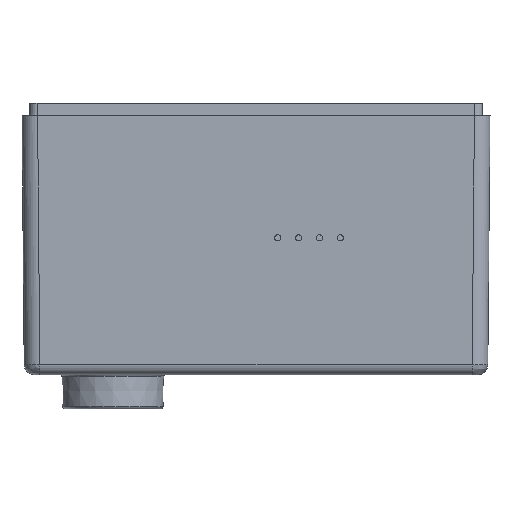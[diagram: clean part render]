
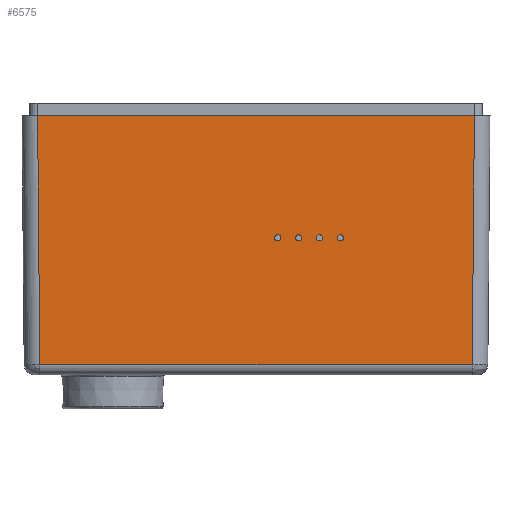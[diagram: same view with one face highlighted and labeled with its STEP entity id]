
A CAD part, left-side view. The second image highlights one B-rep face of the part: STEP entity #6575.
In plain terms, the highlighted planar face has unit normal (-1, 0, -0.009).
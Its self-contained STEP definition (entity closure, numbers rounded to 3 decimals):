
#353=ELLIPSE('',#7001,0.6,0.6);
#354=ELLIPSE('',#7003,0.6,0.6);
#355=ELLIPSE('',#7005,0.6,0.6);
#356=ELLIPSE('',#7007,0.6,0.6);
#572=FACE_BOUND('',#1388,.T.);
#573=FACE_BOUND('',#1389,.T.);
#574=FACE_BOUND('',#1390,.T.);
#575=FACE_BOUND('',#1391,.T.);
#662=PLANE('',#7178);
#973=FACE_OUTER_BOUND('',#1387,.T.);
#1387=EDGE_LOOP('',(#5558,#5559,#5560,#5561));
#1388=EDGE_LOOP('',(#5562));
#1389=EDGE_LOOP('',(#5563));
#1390=EDGE_LOOP('',(#5564));
#1391=EDGE_LOOP('',(#5565));
#1828=LINE('',#10919,#2290);
#1932=LINE('',#13222,#2394);
#1934=LINE('',#13283,#2396);
#1935=LINE('',#13285,#2397);
#2290=VECTOR('',#8161,10.);
#2394=VECTOR('',#8645,10.);
#2396=VECTOR('',#8663,10.);
#2397=VECTOR('',#8666,10.);
#3019=VERTEX_POINT('',#10916);
#3020=VERTEX_POINT('',#10918);
#3046=VERTEX_POINT('',#11089);
#3047=VERTEX_POINT('',#11093);
#3048=VERTEX_POINT('',#11097);
#3049=VERTEX_POINT('',#11101);
#3176=VERTEX_POINT('',#13217);
#3177=VERTEX_POINT('',#13278);
#3755=EDGE_CURVE('',#3020,#3019,#1828,.T.);
#3794=EDGE_CURVE('',#3046,#3046,#353,.T.);
#3796=EDGE_CURVE('',#3047,#3047,#354,.T.);
#3798=EDGE_CURVE('',#3048,#3048,#355,.T.);
#3800=EDGE_CURVE('',#3049,#3049,#356,.T.);
#4043=EDGE_CURVE('',#3176,#3019,#1932,.T.);
#4049=EDGE_CURVE('',#3020,#3177,#1934,.T.);
#4050=EDGE_CURVE('',#3177,#3176,#1935,.T.);
#5558=ORIENTED_EDGE('',*,*,#3755,.T.);
#5559=ORIENTED_EDGE('',*,*,#4043,.F.);
#5560=ORIENTED_EDGE('',*,*,#4050,.F.);
#5561=ORIENTED_EDGE('',*,*,#4049,.F.);
#5562=ORIENTED_EDGE('',*,*,#3796,.F.);
#5563=ORIENTED_EDGE('',*,*,#3798,.F.);
#5564=ORIENTED_EDGE('',*,*,#3794,.F.);
#5565=ORIENTED_EDGE('',*,*,#3800,.F.);
#6575=ADVANCED_FACE('',(#973,#572,#573,#574,#575),#662,.T.);
#7001=AXIS2_PLACEMENT_3D('',#11091,#8225,#8226);
#7003=AXIS2_PLACEMENT_3D('',#11095,#8230,#8231);
#7005=AXIS2_PLACEMENT_3D('',#11099,#8235,#8236);
#7007=AXIS2_PLACEMENT_3D('',#11103,#8240,#8241);
#7178=AXIS2_PLACEMENT_3D('',#13286,#8667,#8668);
#8161=DIRECTION('',(0.,1.,0.));
#8225=DIRECTION('center_axis',(-1.,0.,
-0.009));
#8226=DIRECTION('ref_axis',(0.009,0.,-1.));
#8230=DIRECTION('center_axis',(-1.,0.,
-0.009));
#8231=DIRECTION('ref_axis',(0.009,0.,-1.));
#8235=DIRECTION('center_axis',(-1.,0.,
-0.009));
#8236=DIRECTION('ref_axis',(-0.009,0.,1.));
#8240=DIRECTION('center_axis',(-1.,0.,
-0.009));
#8241=DIRECTION('ref_axis',(0.009,0.,-1.));
#8645=DIRECTION('',(-0.009,0.009,1.));
#8663=DIRECTION('',(0.009,0.009,-1.));
#8666=DIRECTION('',(0.,1.,0.));
#8667=DIRECTION('center_axis',(-1.,0.,
-0.009));
#8668=DIRECTION('ref_axis',(-0.009,0.,
1.));
#10916=CARTESIAN_POINT('',(-33.675,37.82,31.036));
#10918=CARTESIAN_POINT('',(-33.675,-46.049,31.036));
#10919=CARTESIAN_POINT('',(-33.675,3.136,31.036));
#11089=CARTESIAN_POINT('',(-33.467,-7.876,7.176));
#11091=CARTESIAN_POINT('Origin',(-33.471,-8.3,7.6));
#11093=CARTESIAN_POINT('',(-33.467,-11.876,7.176));
#11095=CARTESIAN_POINT('Origin',(-33.471,-12.3,7.6));
#11097=CARTESIAN_POINT('',(-33.474,-15.876,8.024));
#11099=CARTESIAN_POINT('Origin',(-33.471,-16.3,7.6));
#11101=CARTESIAN_POINT('',(-33.467,-19.876,7.176));
#11103=CARTESIAN_POINT('Origin',(-33.471,-20.3,7.6));
#13217=CARTESIAN_POINT('',(-33.258,37.403,-16.732));
#13222=CARTESIAN_POINT('',(-33.543,37.688,15.869));
#13278=CARTESIAN_POINT('',(-33.258,-45.632,-16.732));
#13283=CARTESIAN_POINT('',(-33.345,-45.719,-6.755));
#13285=CARTESIAN_POINT('',(-33.258,13.886,-16.732));
#13286=CARTESIAN_POINT('Origin',(-33.446,10.386,4.785));
